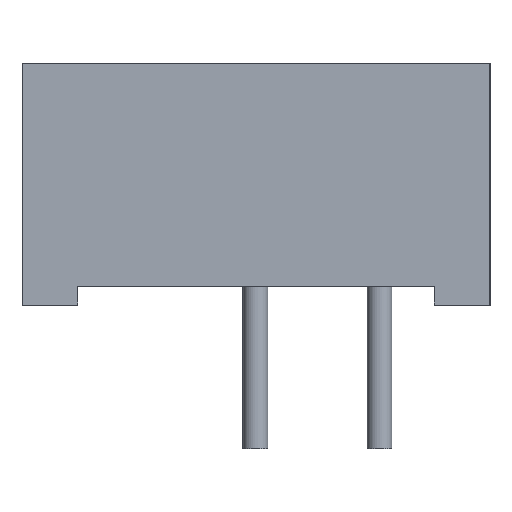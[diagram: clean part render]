
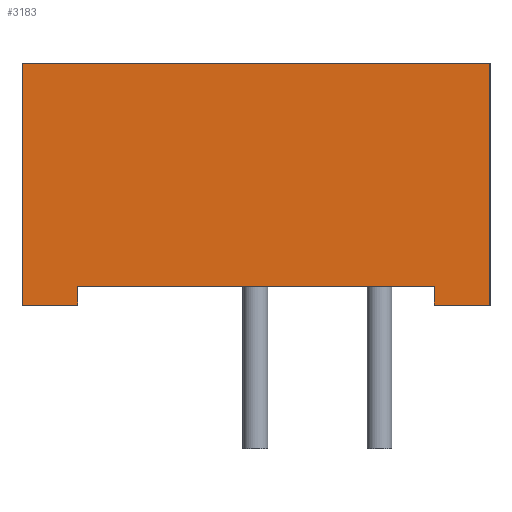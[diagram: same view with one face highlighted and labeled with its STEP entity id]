
A CAD part, left-side view. The second image highlights one B-rep face of the part: STEP entity #3183.
In plain terms, the highlighted planar face has unit normal (-1, 0, 0).
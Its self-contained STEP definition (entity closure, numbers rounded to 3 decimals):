
#78=LINE('',#4368,#444);
#326=LINE('',#5146,#692);
#400=LINE('',#5297,#766);
#411=LINE('',#5321,#777);
#417=LINE('',#5331,#783);
#420=LINE('',#5336,#786);
#421=LINE('',#5337,#787);
#422=LINE('',#5338,#788);
#444=VECTOR('',#3494,9.576);
#692=VECTOR('',#4058,7.29);
#766=VECTOR('',#4250,1.143);
#777=VECTOR('',#4267,1.143);
#783=VECTOR('',#4277,4.953);
#786=VECTOR('',#4284,0.381);
#787=VECTOR('',#4285,4.953);
#788=VECTOR('',#4286,0.381);
#949=FACE_OUTER_BOUND('',#1126,.T.);
#1126=EDGE_LOOP('',(#2796,#2797,#2798,#2799,#2800,#2801,#2802,#2803));
#1239=VERTEX_POINT('',#4365);
#1240=VERTEX_POINT('',#4367);
#1478=VERTEX_POINT('',#5119);
#1491=VERTEX_POINT('',#5144);
#1508=VERTEX_POINT('',#5294);
#1509=VERTEX_POINT('',#5296);
#1518=VERTEX_POINT('',#5318);
#1519=VERTEX_POINT('',#5320);
#1536=EDGE_CURVE('',#1240,#1239,#78,.T.);
#1864=EDGE_CURVE('',#1491,#1478,#326,.T.);
#1940=EDGE_CURVE('',#1508,#1509,#400,.T.);
#1951=EDGE_CURVE('',#1518,#1519,#411,.T.);
#1957=EDGE_CURVE('',#1240,#1508,#417,.T.);
#1960=EDGE_CURVE('',#1509,#1491,#420,.T.);
#1961=EDGE_CURVE('',#1239,#1519,#421,.T.);
#1962=EDGE_CURVE('',#1518,#1478,#422,.T.);
#2796=ORIENTED_EDGE('',*,*,#1864,.F.);
#2797=ORIENTED_EDGE('',*,*,#1960,.F.);
#2798=ORIENTED_EDGE('',*,*,#1940,.F.);
#2799=ORIENTED_EDGE('',*,*,#1957,.F.);
#2800=ORIENTED_EDGE('',*,*,#1536,.T.);
#2801=ORIENTED_EDGE('',*,*,#1961,.T.);
#2802=ORIENTED_EDGE('',*,*,#1951,.F.);
#2803=ORIENTED_EDGE('',*,*,#1962,.T.);
#2995=PLANE('',#3446);
#3183=ADVANCED_FACE('',(#949),#2995,.T.);
#3446=AXIS2_PLACEMENT_3D('',#5335,#4282,#4283);
#3494=DIRECTION('',(0.,1.,0.));
#4058=DIRECTION('',(0.,1.,0.));
#4250=DIRECTION('',(0.,1.,0.));
#4267=DIRECTION('',(0.,1.,0.));
#4277=DIRECTION('',(0.,0.,-1.));
#4282=DIRECTION('center_axis',(-1.,0.,0.));
#4283=DIRECTION('ref_axis',(0.,0.,-1.));
#4284=DIRECTION('',(0.,0.,1.));
#4285=DIRECTION('',(0.,0.,-1.));
#4286=DIRECTION('',(0.,0.,1.));
#4365=CARTESIAN_POINT('',(-8.725,0.,4.953));
#4367=CARTESIAN_POINT('',(-8.725,-9.576,4.953));
#4368=CARTESIAN_POINT('',(-8.725,-9.576,4.953));
#5119=CARTESIAN_POINT('',(-8.725,-1.143,0.381));
#5144=CARTESIAN_POINT('',(-8.725,-8.433,0.381));
#5146=CARTESIAN_POINT('',(-8.725,-8.433,0.381));
#5294=CARTESIAN_POINT('',(-8.725,-9.576,0.));
#5296=CARTESIAN_POINT('',(-8.725,-8.433,0.));
#5297=CARTESIAN_POINT('',(-8.725,-9.576,0.));
#5318=CARTESIAN_POINT('',(-8.725,-1.143,0.));
#5320=CARTESIAN_POINT('',(-8.725,0.,0.));
#5321=CARTESIAN_POINT('',(-8.725,-1.143,0.));
#5331=CARTESIAN_POINT('',(-8.725,-9.576,4.953));
#5335=CARTESIAN_POINT('Origin',(-8.725,-4.788,5.052));
#5336=CARTESIAN_POINT('',(-8.725,-8.433,0.));
#5337=CARTESIAN_POINT('',(-8.725,0.,4.953));
#5338=CARTESIAN_POINT('',(-8.725,-1.143,0.));
